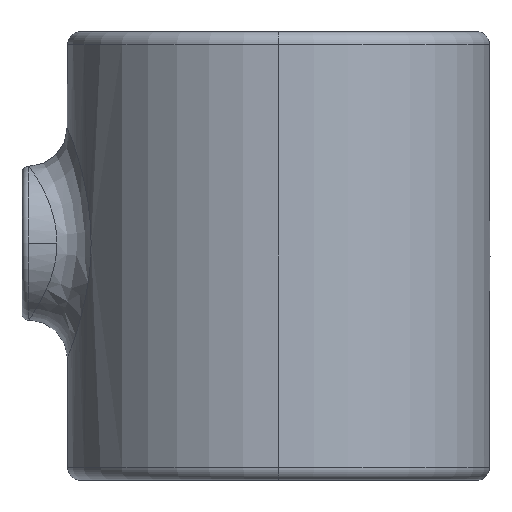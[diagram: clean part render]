
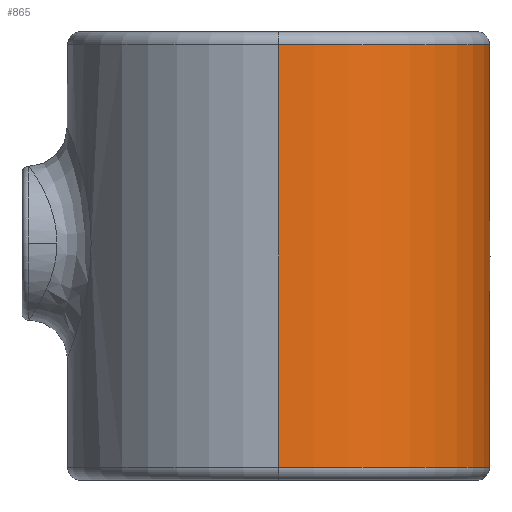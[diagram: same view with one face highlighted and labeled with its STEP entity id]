
A CAD part, left-side view. The second image highlights one B-rep face of the part: STEP entity #865.
In plain terms, the highlighted cylindrical face has radius 26.162 mm (diameter 52.324 mm), a partial arc.
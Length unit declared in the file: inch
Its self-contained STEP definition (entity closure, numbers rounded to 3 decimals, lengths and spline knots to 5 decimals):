
#170=CARTESIAN_POINT('',(0.0,-1.03,1.0925));
#171=VERTEX_POINT('',#170);
#816=CARTESIAN_POINT('',(0.0,0.0,0.0));
#817=DIRECTION('',(0.0,0.0,1.0));
#818=DIRECTION('',(-1.0,0.0,0.0));
#819=AXIS2_PLACEMENT_3D('',#816,#817,#818);
#820=CYLINDRICAL_SURFACE('',#819,1.03);
#821=CARTESIAN_POINT('',(-1.03,0.,0.0625));
#822=VERTEX_POINT('',#821);
#823=CARTESIAN_POINT('',(-1.03,0.,2.1225));
#824=VERTEX_POINT('',#823);
#825=CARTESIAN_POINT('',(-1.03,0.,0.0625));
#826=DIRECTION('',(0.0,0.0,1.0));
#827=VECTOR('',#826,2.06);
#828=LINE('',#825,#827);
#829=EDGE_CURVE('',#822,#824,#828,.T.);
#830=ORIENTED_EDGE('',*,*,#829,.F.);
#831=CARTESIAN_POINT('',(0.91853,-0.46605,0.0625));
#832=VERTEX_POINT('',#831);
#833=CARTESIAN_POINT('',(0.0,0.0,0.0625));
#834=DIRECTION('',(0.0,0.0,-1.0));
#835=DIRECTION('',(-1.0,0.0,0.0));
#836=AXIS2_PLACEMENT_3D('',#833,#834,#835);
#837=CIRCLE('',#836,1.03);
#838=EDGE_CURVE('',#832,#822,#837,.T.);
#839=ORIENTED_EDGE('',*,*,#838,.F.);
#840=CARTESIAN_POINT('',(0.0,0.0,1.0925));
#841=DIRECTION('',(0.746,0.,0.666));
#842=DIRECTION('',(0.666,0.0,-0.746));
#843=AXIS2_PLACEMENT_3D('',#840,#841,#842);
#844=ELLIPSE('',#843,1.54755,1.03);
#845=EDGE_CURVE('',#171,#832,#844,.T.);
#846=ORIENTED_EDGE('',*,*,#845,.F.);
#847=CARTESIAN_POINT('',(0.91853,-0.46605,2.1225));
#848=VERTEX_POINT('',#847);
#849=CARTESIAN_POINT('',(0.0,0.0,1.0925));
#850=DIRECTION('',(0.746,0.,-0.666));
#851=DIRECTION('',(0.666,0.0,0.746));
#852=AXIS2_PLACEMENT_3D('',#849,#850,#851);
#853=ELLIPSE('',#852,1.54755,1.03);
#854=EDGE_CURVE('',#848,#171,#853,.T.);
#855=ORIENTED_EDGE('',*,*,#854,.F.);
#856=CARTESIAN_POINT('',(0.0,0.0,2.1225));
#857=DIRECTION('',(0.0,0.0,1.0));
#858=DIRECTION('',(-1.0,0.0,0.0));
#859=AXIS2_PLACEMENT_3D('',#856,#857,#858);
#860=CIRCLE('',#859,1.03);
#861=EDGE_CURVE('',#824,#848,#860,.T.);
#862=ORIENTED_EDGE('',*,*,#861,.F.);
#863=EDGE_LOOP('',(#830,#839,#846,#855,#862));
#864=FACE_OUTER_BOUND('',#863,.T.);
#865=ADVANCED_FACE('',(#864),#820,.T.);
